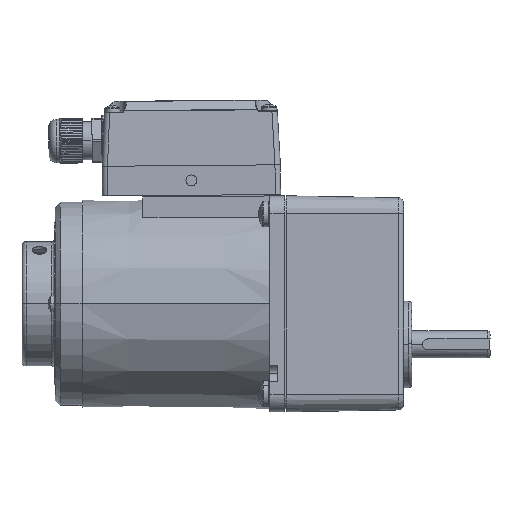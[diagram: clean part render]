
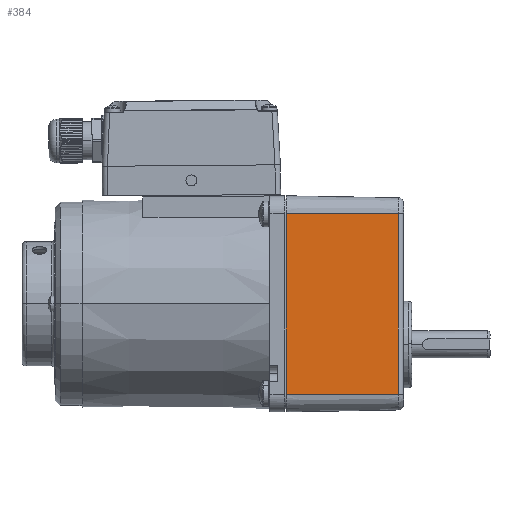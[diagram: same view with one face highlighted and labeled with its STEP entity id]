
A CAD part, left-side view. The second image highlights one B-rep face of the part: STEP entity #384.
In plain terms, the highlighted face is planar.
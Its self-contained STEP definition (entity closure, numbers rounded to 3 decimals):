
#36 = DIRECTION ( 'NONE',  ( 0., -1., 0. ) ) ;
#384 = ADVANCED_FACE ( 'NONE', ( #27934 ), #6291, .F. ) ;
#1055 = CARTESIAN_POINT ( 'NONE',  ( -39.275, -33.5, 41.535 ) ) ;
#2426 = VECTOR ( 'NONE', #37835, 1000. ) ;
#2857 = ORIENTED_EDGE ( 'NONE', *, *, #27099, .F. ) ;
#3430 = ORIENTED_EDGE ( 'NONE', *, *, #19757, .F. ) ;
#5322 = VERTEX_POINT ( 'NONE', #11028 ) ;
#6291 = PLANE ( 'NONE',  #27529 ) ;
#6679 = CARTESIAN_POINT ( 'NONE',  ( -8750.077, 33.5, -499000. ) ) ;
#8453 = CARTESIAN_POINT ( 'NONE',  ( -39.275, 0., 41.535 ) ) ;
#8516 = DIRECTION ( 'NONE',  ( 0., -1., 0. ) ) ;
#11028 = CARTESIAN_POINT ( 'NONE',  ( -40., -33.5, 0. ) ) ;
#11551 = CARTESIAN_POINT ( 'NONE',  ( -40., 0., 0. ) ) ;
#12078 = CARTESIAN_POINT ( 'NONE',  ( -39.275, 33.5, 41.535 ) ) ;
#12965 = DIRECTION ( 'NONE',  ( 1., 0., -0.017 ) ) ;
#18892 = CARTESIAN_POINT ( 'NONE',  ( -8750.077, -33.5, -499000. ) ) ;
#18992 = EDGE_CURVE ( 'NONE', #29622, #34323, #34387, .T. ) ;
#19303 = LINE ( 'NONE', #18892, #35315 ) ;
#19757 = EDGE_CURVE ( 'NONE', #34323, #39280, #20977, .T. ) ;
#20886 = EDGE_LOOP ( 'NONE', ( #23738, #2857, #3430, #29005 ) ) ;
#20977 = LINE ( 'NONE', #8453, #21507 ) ;
#21177 = DIRECTION ( 'NONE',  ( 0., -1., 0. ) ) ;
#21507 = VECTOR ( 'NONE', #21177, 1000. ) ;
#23164 = CARTESIAN_POINT ( 'NONE',  ( -40., 33.5, 0. ) ) ;
#23738 = ORIENTED_EDGE ( 'NONE', *, *, #39590, .T. ) ;
#25187 = DIRECTION ( 'NONE',  ( -0.017, 0., -1. ) ) ;
#27099 = EDGE_CURVE ( 'NONE', #39280, #5322, #19303, .T. ) ;
#27529 = AXIS2_PLACEMENT_3D ( 'NONE', #27744, #12965, #36 ) ;
#27704 = LINE ( 'NONE', #11551, #33944 ) ;
#27744 = CARTESIAN_POINT ( 'NONE',  ( -39.638, 0., 20.767 ) ) ;
#27934 = FACE_OUTER_BOUND ( 'NONE', #20886, .T. ) ;
#29005 = ORIENTED_EDGE ( 'NONE', *, *, #18992, .F. ) ;
#29622 = VERTEX_POINT ( 'NONE', #23164 ) ;
#33944 = VECTOR ( 'NONE', #8516, 1000. ) ;
#34323 = VERTEX_POINT ( 'NONE', #12078 ) ;
#34387 = LINE ( 'NONE', #6679, #2426 ) ;
#35315 = VECTOR ( 'NONE', #25187, 1000. ) ;
#37835 = DIRECTION ( 'NONE',  ( 0.017, 0., 1. ) ) ;
#39280 = VERTEX_POINT ( 'NONE', #1055 ) ;
#39590 = EDGE_CURVE ( 'NONE', #29622, #5322, #27704, .T. ) ;
